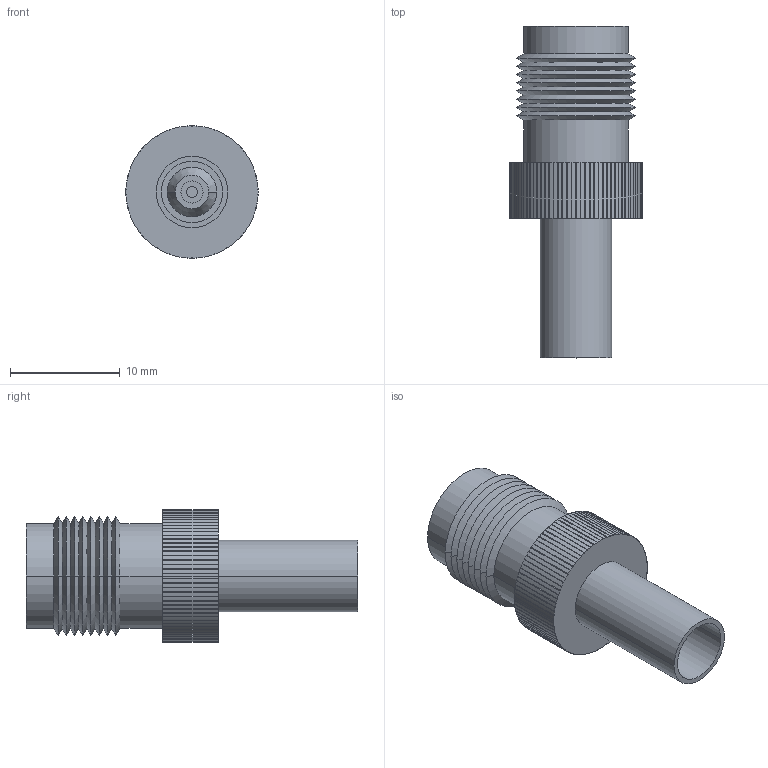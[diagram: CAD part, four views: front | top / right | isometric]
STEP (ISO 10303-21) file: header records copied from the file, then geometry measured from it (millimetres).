
FILE_DESCRIPTION (( 'STEP AP203' ), '1' );
FILE_NAME ('BAC501.STEP', '2006-06-23T18:21:12', ( 'lcom' ), ( 'lcom' ), 'SwSTEP 2.0', 'SolidWorks 2006004', '' );
FILE_SCHEMA (( 'CONFIG_CONTROL_DESIGN' ));
Length unit declared in the file: inch
Products named in the file (4): BAC501-MA3; BAC501-MA1; BAC501; BAC501-MA2
Assembly tree (3 placements, depth 2):
  BAC501
    BAC501-MA1
    BAC501-MA3
    BAC501-MA2
Bounding box: 12.04 x 30.2 x 12.04 mm (x, y, z)
Volume: 1363.2 mm3; surface area: 2144.6 mm2
Topology: 3 solids, 3 shells, 313 faces, 852 edges, 552 vertices
Faces by surface type: cylinder 257, cone 40, plane 14, torus 2
Entity records: 10626 total; most frequent: DIRECTION 2032, CARTESIAN_POINT 1777, ORIENTED_EDGE 1704, AXIS2_PLACEMENT_3D 867, EDGE_CURVE 852, VERTEX_POINT 552, CIRCLE 548, EDGE_LOOP 326
